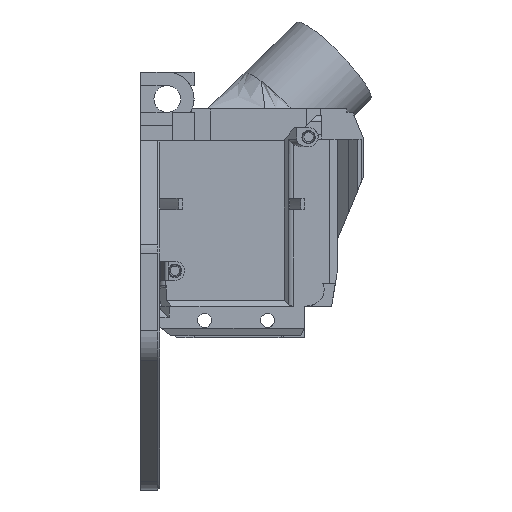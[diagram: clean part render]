
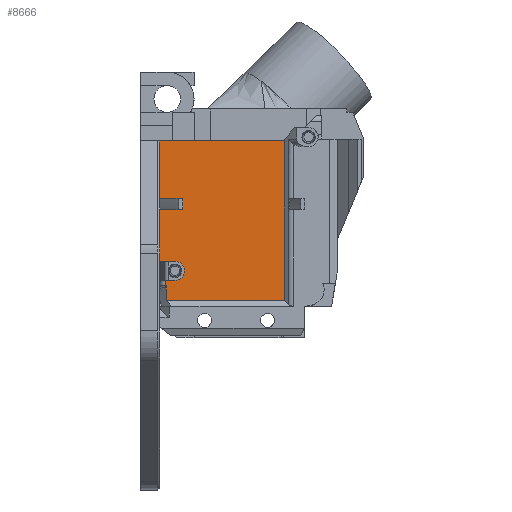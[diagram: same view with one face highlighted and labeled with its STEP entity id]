
A CAD part, left-side view. The second image highlights one B-rep face of the part: STEP entity #8666.
In plain terms, the highlighted planar face has unit normal (-1, 0, 0).
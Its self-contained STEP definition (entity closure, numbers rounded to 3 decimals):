
#387=PLANE('',#9395);
#828=FACE_OUTER_BOUND('',#1307,.T.);
#1307=EDGE_LOOP('',(#7765,#7766,#7767,#7768,#7769,#7770,#7771,#7772,#7773,
#7774,#7775,#7776,#7777,#7778,#7779,#7780,#7781,#7782,#7783));
#1605=CIRCLE('',#9287,15.5);
#1607=CIRCLE('',#9297,2.5);
#1608=CIRCLE('',#9302,21.5);
#1609=CIRCLE('',#9303,21.5);
#1811=LINE('',#12123,#2669);
#1813=LINE('',#12127,#2671);
#2378=LINE('',#16671,#3236);
#2381=LINE('',#16682,#3239);
#2383=LINE('',#16690,#3241);
#2385=LINE('',#16694,#3243);
#2386=LINE('',#16697,#3244);
#2387=LINE('',#16707,#3245);
#2389=LINE('',#16712,#3247);
#2393=LINE('',#16721,#3251);
#2395=LINE('',#16724,#3253);
#2396=LINE('',#16726,#3254);
#2510=LINE('',#17022,#3368);
#2511=LINE('',#17025,#3369);
#2512=LINE('',#17026,#3370);
#2669=VECTOR('',#9553,10.);
#2671=VECTOR('',#9555,10.);
#3236=VECTOR('',#11172,10.);
#3239=VECTOR('',#11181,10.);
#3241=VECTOR('',#11185,10.);
#3243=VECTOR('',#11189,10.);
#3244=VECTOR('',#11194,10.);
#3245=VECTOR('',#11197,1.8);
#3247=VECTOR('',#11203,10.);
#3251=VECTOR('',#11213,10.);
#3253=VECTOR('',#11217,10.);
#3254=VECTOR('',#11220,10.);
#3368=VECTOR('',#11522,10.);
#3369=VECTOR('',#11525,10.);
#3370=VECTOR('',#11526,10.);
#3545=VERTEX_POINT('',#12120);
#3546=VERTEX_POINT('',#12122);
#3547=VERTEX_POINT('',#12124);
#3548=VERTEX_POINT('',#12126);
#3989=VERTEX_POINT('',#15978);
#3999=VERTEX_POINT('',#16037);
#4141=VERTEX_POINT('',#16669);
#4142=VERTEX_POINT('',#16670);
#4143=VERTEX_POINT('',#16677);
#4144=VERTEX_POINT('',#16681);
#4145=VERTEX_POINT('',#16687);
#4146=VERTEX_POINT('',#16689);
#4147=VERTEX_POINT('',#16693);
#4149=VERTEX_POINT('',#16706);
#4150=VERTEX_POINT('',#16711);
#4151=VERTEX_POINT('',#16716);
#4152=VERTEX_POINT('',#16720);
#4234=VERTEX_POINT('',#17020);
#4235=VERTEX_POINT('',#17024);
#4379=EDGE_CURVE('',#3545,#3546,#1811,.T.);
#4381=EDGE_CURVE('',#3547,#3548,#1813,.T.);
#5287=EDGE_CURVE('',#4141,#4142,#2378,.T.);
#5290=EDGE_CURVE('',#4143,#4141,#1605,.T.);
#5292=EDGE_CURVE('',#4144,#4143,#2381,.T.);
#5295=EDGE_CURVE('',#4145,#4146,#2383,.T.);
#5297=EDGE_CURVE('',#4146,#4147,#2385,.T.);
#5299=EDGE_CURVE('',#4147,#3999,#2386,.T.);
#5301=EDGE_CURVE('',#3999,#4149,#2387,.T.);
#5304=EDGE_CURVE('',#4150,#4149,#2389,.T.);
#5307=EDGE_CURVE('',#4151,#4150,#1607,.T.);
#5309=EDGE_CURVE('',#4152,#4151,#2393,.T.);
#5311=EDGE_CURVE('',#3989,#4152,#2395,.T.);
#5312=EDGE_CURVE('',#3989,#3545,#2396,.T.);
#5313=EDGE_CURVE('',#3547,#4144,#1608,.T.);
#5314=EDGE_CURVE('',#4142,#3546,#1609,.T.);
#5459=EDGE_CURVE('',#4145,#4234,#2510,.T.);
#5460=EDGE_CURVE('',#4235,#4234,#2511,.T.);
#5461=EDGE_CURVE('',#4235,#3548,#2512,.T.);
#7765=ORIENTED_EDGE('',*,*,#5314,.T.);
#7766=ORIENTED_EDGE('',*,*,#4379,.F.);
#7767=ORIENTED_EDGE('',*,*,#5312,.F.);
#7768=ORIENTED_EDGE('',*,*,#5311,.T.);
#7769=ORIENTED_EDGE('',*,*,#5309,.T.);
#7770=ORIENTED_EDGE('',*,*,#5307,.T.);
#7771=ORIENTED_EDGE('',*,*,#5304,.T.);
#7772=ORIENTED_EDGE('',*,*,#5301,.F.);
#7773=ORIENTED_EDGE('',*,*,#5299,.F.);
#7774=ORIENTED_EDGE('',*,*,#5297,.F.);
#7775=ORIENTED_EDGE('',*,*,#5295,.F.);
#7776=ORIENTED_EDGE('',*,*,#5459,.T.);
#7777=ORIENTED_EDGE('',*,*,#5460,.F.);
#7778=ORIENTED_EDGE('',*,*,#5461,.T.);
#7779=ORIENTED_EDGE('',*,*,#4381,.F.);
#7780=ORIENTED_EDGE('',*,*,#5313,.T.);
#7781=ORIENTED_EDGE('',*,*,#5292,.T.);
#7782=ORIENTED_EDGE('',*,*,#5290,.T.);
#7783=ORIENTED_EDGE('',*,*,#5287,.T.);
#8666=ADVANCED_FACE('',(#828),#387,.T.);
#9287=AXIS2_PLACEMENT_3D('',#16678,#11176,#11177);
#9297=AXIS2_PLACEMENT_3D('',#16717,#11208,#11209);
#9302=AXIS2_PLACEMENT_3D('',#16728,#11223,#11224);
#9303=AXIS2_PLACEMENT_3D('',#16729,#11225,#11226);
#9395=AXIS2_PLACEMENT_3D('',#17023,#11523,#11524);
#9553=DIRECTION('',(0.,0.,1.));
#9555=DIRECTION('',(0.,0.,1.));
#11172=DIRECTION('',(0.,1.,0.));
#11176=DIRECTION('center_axis',(-1.,0.,0.));
#11177=DIRECTION('ref_axis',(0.,-1.,0.));
#11181=DIRECTION('',(0.,-1.,0.));
#11185=DIRECTION('',(0.,1.,0.));
#11189=DIRECTION('',(0.,0.,1.));
#11194=DIRECTION('',(0.,1.,0.));
#11197=DIRECTION('',(0.,0.,1.));
#11203=DIRECTION('',(0.,1.,0.));
#11208=DIRECTION('center_axis',(1.,0.,0.));
#11209=DIRECTION('ref_axis',(0.,-1.,0.));
#11213=DIRECTION('',(0.,-1.,0.));
#11217=DIRECTION('',(0.,0.,1.));
#11220=DIRECTION('',(0.,1.,0.));
#11223=DIRECTION('center_axis',(1.,0.,0.));
#11224=DIRECTION('ref_axis',(0.,1.,0.));
#11225=DIRECTION('center_axis',(1.,0.,0.));
#11226=DIRECTION('ref_axis',(0.,1.,0.));
#11522=DIRECTION('',(0.,0.,1.));
#11523=DIRECTION('center_axis',(-1.,0.,0.));
#11524=DIRECTION('ref_axis',(0.,-1.,0.));
#11525=DIRECTION('',(0.,-1.,0.));
#11526=DIRECTION('',(0.,-0.216,-0.976));
#12120=CARTESIAN_POINT('',(-25.,20.,68.59));
#12122=CARTESIAN_POINT('',(-25.,20.,87.899));
#12123=CARTESIAN_POINT('',(-25.,20.,78.225));
#12124=CARTESIAN_POINT('',(-25.,20.,87.901));
#12126=CARTESIAN_POINT('',(-25.,20.,103.746));
#12127=CARTESIAN_POINT('',(-25.,20.,78.225));
#15978=CARTESIAN_POINT('',(-25.,19.9,68.59));
#16037=CARTESIAN_POINT('',(-25.,18.388,66.45));
#16669=CARTESIAN_POINT('',(-25.,13.927,86.4));
#16670=CARTESIAN_POINT('',(-25.,19.948,86.4));
#16671=CARTESIAN_POINT('',(-25.,1.214,86.4));
#16677=CARTESIAN_POINT('',(-25.,13.927,89.4));
#16678=CARTESIAN_POINT('Origin',(-25.,-1.5,87.9));
#16681=CARTESIAN_POINT('',(-25.,19.948,89.4));
#16682=CARTESIAN_POINT('',(-25.,1.716,89.4));
#16687=CARTESIAN_POINT('',(-25.,-12.603,62.611));
#16689=CARTESIAN_POINT('',(-25.,18.3,62.611));
#16690=CARTESIAN_POINT('',(-25.,-11.216,62.611));
#16693=CARTESIAN_POINT('',(-25.,18.3,66.45));
#16694=CARTESIAN_POINT('',(-25.,18.3,87.969));
#16697=CARTESIAN_POINT('',(-25.,0.25,66.45));
#16706=CARTESIAN_POINT('',(-25.,18.388,67.9));
#16707=CARTESIAN_POINT('',(-25.,18.388,67.16));
#16711=CARTESIAN_POINT('',(-25.,16.,67.9));
#16712=CARTESIAN_POINT('',(-25.,3.5,67.9));
#16716=CARTESIAN_POINT('',(-25.,15.751,72.888));
#16717=CARTESIAN_POINT('Origin',(-25.,16.,70.4));
#16720=CARTESIAN_POINT('',(-25.,19.9,72.888));
#16721=CARTESIAN_POINT('',(-25.,-1.968,72.888));
#16724=CARTESIAN_POINT('',(-25.,19.9,88.353));
#16726=CARTESIAN_POINT('',(-25.,25.,68.59));
#16728=CARTESIAN_POINT('Origin',(-25.,-1.5,87.9));
#16729=CARTESIAN_POINT('Origin',(-25.,-1.5,87.9));
#17020=CARTESIAN_POINT('',(-25.,-12.603,104.5));
#17022=CARTESIAN_POINT('',(-25.,-12.603,78.769));
#17023=CARTESIAN_POINT('Origin',(-25.,-11.5,84.306));
#17024=CARTESIAN_POINT('',(-25.,20.167,104.5));
#17025=CARTESIAN_POINT('',(-25.,4.25,104.5));
#17026=CARTESIAN_POINT('',(-25.,15.828,84.931));
